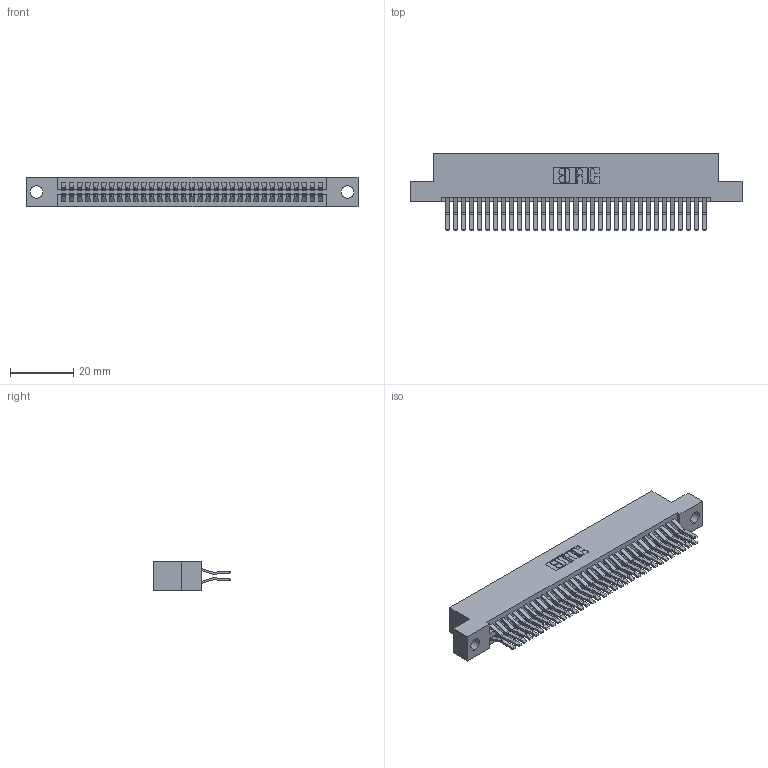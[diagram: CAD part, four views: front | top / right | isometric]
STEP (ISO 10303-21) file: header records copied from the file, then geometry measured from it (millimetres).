
FILE_DESCRIPTION (( 'STEP AP203' ), '1' );
FILE_NAME ('395-066-560-204.STEP', '2021-06-17T03:44:16', ( '' ), ( '' ), 'SwSTEP 2.0', 'SolidWorks 2020', '' );
FILE_SCHEMA (( 'CONFIG_CONTROL_DESIGN' ));
Length unit declared in the file: inch
Products named in the file (3): 395-066-560-204; 345-292-001_560 Tail; 345 Part_Flush Mounting Lugs - 0.156 Dia-TI
Assembly tree (67 placements, depth 2):
  395-066-560-204
    345 Part_Flush Mounting Lugs - 0.156 Dia-TI
    345-292-001_560 Tail  x66
Bounding box: 105.03 x 24.45 x 9.4 mm (x, y, z)
Volume: 10445.7 mm3; surface area: 16230.5 mm2
Topology: 67 solids, 67 shells, 3572 faces, 10607 edges, 6982 vertices
Faces by surface type: plane 2272, cylinder 1300
Entity records: 27611 total; most frequent: CARTESIAN_POINT 4642, ORIENTED_EDGE 4574, DIRECTION 4107, EDGE_CURVE 2287, VECTOR 2019, LINE 2019, VERTEX_POINT 1522, AXIS2_PLACEMENT_3D 1044
